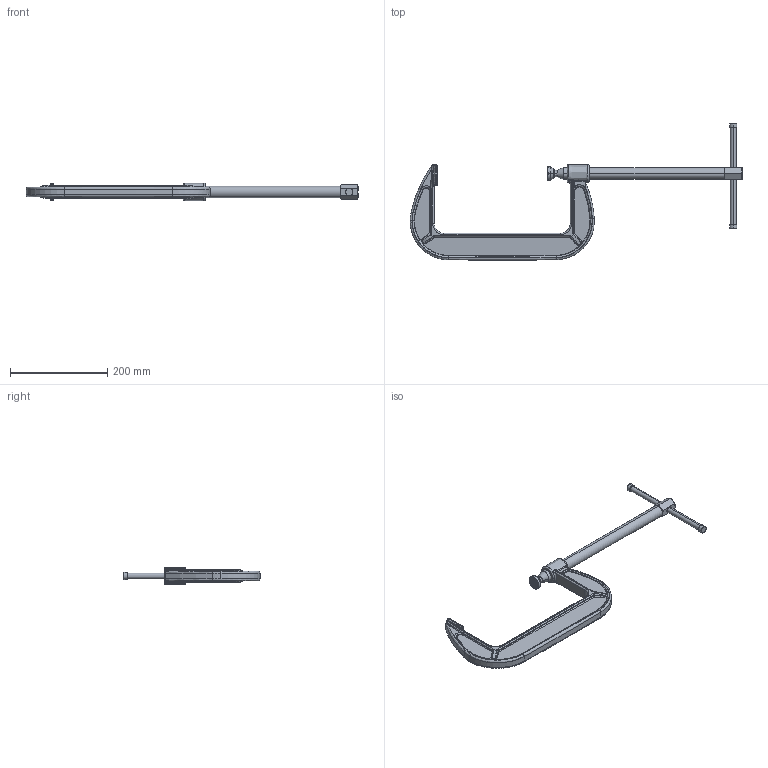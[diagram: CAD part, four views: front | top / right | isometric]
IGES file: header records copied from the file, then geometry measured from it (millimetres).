
Start section: SolidWorks IGES file using analytic representation for surfaces
Global section: file name: GH-M250.IGS,15; native system: HSolidWorks 2016; preprocessor: SolidWorks 2016; author: LinWei; date: 200813.154138; units: millimetre
Bounding box: 684.5 x 281.14 x 36.5 mm (x, y, z)
Surface area: 138340.6 mm2 (no closed solid volume)
Topology: 0 solids, 0 shells, 338 faces, 3697 edges, 3671 vertices
Faces by surface type: bspline 220, revolution 118
